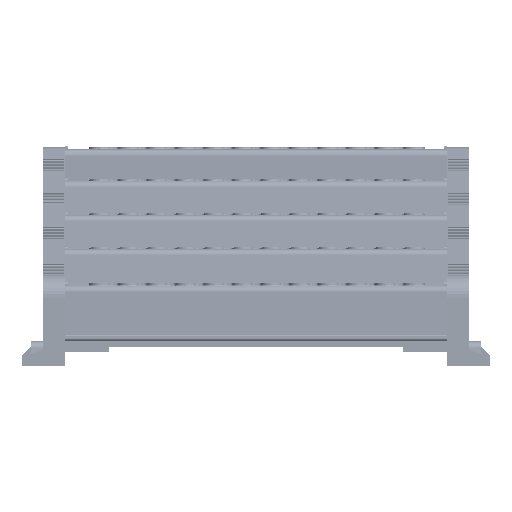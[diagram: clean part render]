
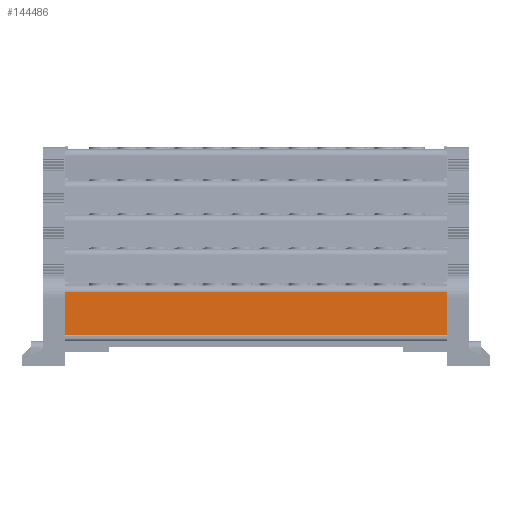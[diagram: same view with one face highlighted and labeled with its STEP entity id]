
A CAD part, top view. The second image highlights one B-rep face of the part: STEP entity #144486.
In plain terms, the highlighted planar face has unit normal (0, 0.018, 1).
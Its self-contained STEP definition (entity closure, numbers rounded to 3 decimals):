
#16304 = EDGE_CURVE ( 'NONE', #99776, #67177, #177026, .T. ) ;
#16306 = EDGE_CURVE ( 'NONE', #67239, #99776, #177005, .T. ) ;
#16493 = EDGE_LOOP ( 'NONE', ( #52396, #52344, #52352, #52423 ) ) ;
#32546 = DIRECTION ( 'NONE',  ( 0., 0.017, 1. ) ) ;
#32553 = PLANE ( 'NONE',  #35312 ) ;
#32565 = FACE_OUTER_BOUND ( 'NONE', #16493, .T. ) ;
#32581 = CARTESIAN_POINT ( 'NONE',  ( -12.174, 113.509, -275.292 ) ) ;
#32583 = DIRECTION ( 'NONE',  ( 0., -1., 0.017 ) ) ;
#35312 = AXIS2_PLACEMENT_3D ( 'NONE', #32581, #32546, #32583 ) ;
#52344 = ORIENTED_EDGE ( 'NONE', *, *, #115808, .T. ) ;
#52352 = ORIENTED_EDGE ( 'NONE', *, *, #115870, .T. ) ;
#52396 = ORIENTED_EDGE ( 'NONE', *, *, #16304, .T. ) ;
#52423 = ORIENTED_EDGE ( 'NONE', *, *, #16306, .T. ) ;
#67032 = VERTEX_POINT ( 'NONE', #141246 ) ;
#67177 = VERTEX_POINT ( 'NONE', #141131 ) ;
#67239 = VERTEX_POINT ( 'NONE', #141230 ) ;
#80893 = VECTOR ( 'NONE', #176971, 1000. ) ;
#80894 = VECTOR ( 'NONE', #176931, 1000. ) ;
#99776 = VERTEX_POINT ( 'NONE', #145330 ) ;
#115808 = EDGE_CURVE ( 'NONE', #67177, #67032, #172577, .T. ) ;
#115870 = EDGE_CURVE ( 'NONE', #67032, #67239, #172728, .T. ) ;
#141131 = CARTESIAN_POINT ( 'NONE',  ( -122.799, 101.983, -275.09 ) ) ;
#141230 = CARTESIAN_POINT ( 'NONE',  ( 44.197, 121.872, -275.438 ) ) ;
#141246 = CARTESIAN_POINT ( 'NONE',  ( 44.197, 101.983, -275.09 ) ) ;
#144486 = ADVANCED_FACE ( 'NONE', ( #32565 ), #32553, .T. ) ;
#145330 = CARTESIAN_POINT ( 'NONE',  ( -122.799, 121.872, -275.438 ) ) ;
#170101 = VECTOR ( 'NONE', #172568, 1000. ) ;
#170189 = VECTOR ( 'NONE', #172725, 1000. ) ;
#172568 = DIRECTION ( 'NONE',  ( 1., 0., 0. ) ) ;
#172577 = LINE ( 'NONE', #172580, #170101 ) ;
#172580 = CARTESIAN_POINT ( 'NONE',  ( -12.174, 101.983, -275.09 ) ) ;
#172688 = CARTESIAN_POINT ( 'NONE',  ( 44.197, 113.509, -275.292 ) ) ;
#172725 = DIRECTION ( 'NONE',  ( 0., 1., -0.017 ) ) ;
#172728 = LINE ( 'NONE', #172688, #170189 ) ;
#176931 = DIRECTION ( 'NONE',  ( -1., 0., 0. ) ) ;
#176967 = CARTESIAN_POINT ( 'NONE',  ( -122.799, 121.872, -275.438 ) ) ;
#176971 = DIRECTION ( 'NONE',  ( 0., -1., 0.017 ) ) ;
#176990 = CARTESIAN_POINT ( 'NONE',  ( -12.174, 121.872, -275.438 ) ) ;
#177005 = LINE ( 'NONE', #176990, #80894 ) ;
#177026 = LINE ( 'NONE', #176967, #80893 ) ;
